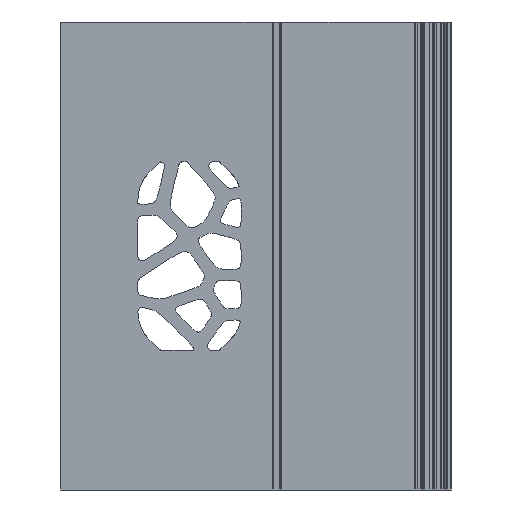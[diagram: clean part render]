
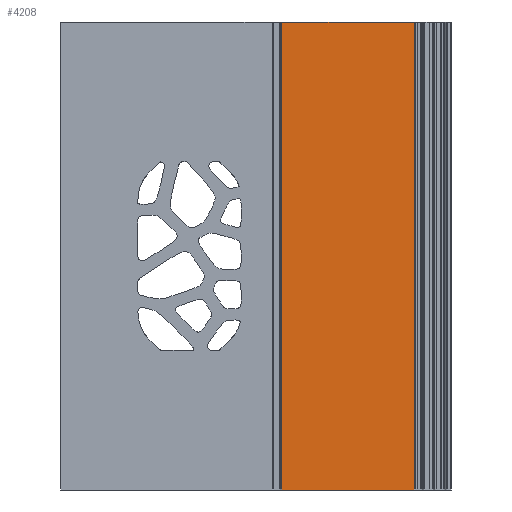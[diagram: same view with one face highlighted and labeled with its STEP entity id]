
A CAD part, front view. The second image highlights one B-rep face of the part: STEP entity #4208.
In plain terms, the highlighted planar face has unit normal (0, -1, 0).
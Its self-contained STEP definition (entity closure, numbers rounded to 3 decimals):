
#2119=CARTESIAN_POINT('',(231.494,-230.696,570.05));
#2120=VERTEX_POINT('',#2119);
#2128=CARTESIAN_POINT('',(259.767,-230.701,570.05));
#2129=VERTEX_POINT('',#2128);
#2130=CARTESIAN_POINT('',(231.494,-230.696,570.05));
#2131=DIRECTION('',(1.,0.,0.));
#2132=VECTOR('',#2131,28.273);
#2133=LINE('',#2130,#2132);
#2134=EDGE_CURVE('',#2120,#2129,#2133,.T.);
#3398=CARTESIAN_POINT('',(259.767,-230.701,470.05));
#3399=VERTEX_POINT('',#3398);
#3407=CARTESIAN_POINT('',(231.494,-230.696,470.05));
#3408=VERTEX_POINT('',#3407);
#3409=CARTESIAN_POINT('',(231.494,-230.696,470.05));
#3410=DIRECTION('',(1.,0.,0.));
#3411=VECTOR('',#3410,28.273);
#3412=LINE('',#3409,#3411);
#3413=EDGE_CURVE('',#3408,#3399,#3412,.T.);
#4181=CARTESIAN_POINT('',(231.494,-230.696,570.05));
#4182=DIRECTION('',(-0.,-0.,-1.));
#4183=VECTOR('',#4182,100.);
#4184=LINE('',#4181,#4183);
#4185=EDGE_CURVE('',#2120,#3408,#4184,.T.);
#4192=CARTESIAN_POINT('',(231.494,-230.696,470.05));
#4193=DIRECTION('',(0.,1.,-0.));
#4194=DIRECTION('',(-1.,0.,-0.));
#4195=AXIS2_PLACEMENT_3D('',#4192,#4193,#4194);
#4196=PLANE('',#4195);
#4197=ORIENTED_EDGE('',*,*,#2134,.F.);
#4198=ORIENTED_EDGE('',*,*,#4185,.T.);
#4199=ORIENTED_EDGE('',*,*,#3413,.T.);
#4200=CARTESIAN_POINT('',(259.767,-230.701,570.05));
#4201=DIRECTION('',(-0.,-0.,-1.));
#4202=VECTOR('',#4201,100.);
#4203=LINE('',#4200,#4202);
#4204=EDGE_CURVE('',#2129,#3399,#4203,.T.);
#4205=ORIENTED_EDGE('',*,*,#4204,.F.);
#4206=EDGE_LOOP('',(#4197,#4198,#4199,#4205));
#4207=FACE_BOUND('',#4206,.T.);
#4208=ADVANCED_FACE('',(#4207),#4196,.F.);
